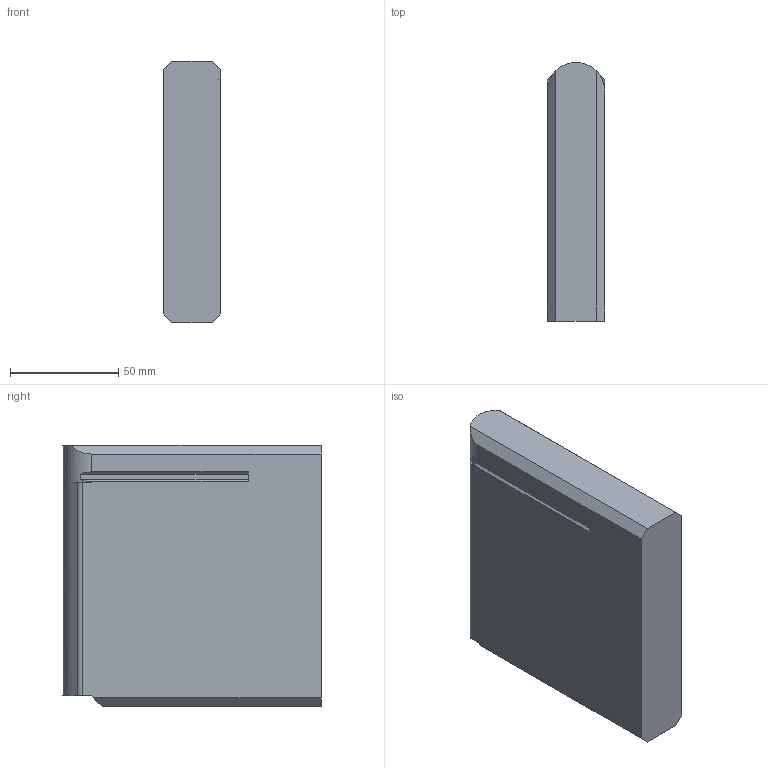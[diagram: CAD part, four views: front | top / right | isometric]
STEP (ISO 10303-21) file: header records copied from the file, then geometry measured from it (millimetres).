
FILE_DESCRIPTION(/* description */ ('Alibre Inc.'),/* implementation_level */ '2;1');
FILE_NAME(/* name */ 'export0',/* time_stamp */ '2018-02-27T14:07:54-05:00',/* author */ (''),/* organization */ (''),/* preprocessor_version */ 'ST-DEVELOPER v10',/* originating_system */ 'Alibre',/* authorisation */ '');
FILE_SCHEMA (('ALIBRE_SCHEMA','CONFIG_CONTROL_DESIGN'));
Length unit declared in the file: centimetre
Products named in the file (1): ID_1
Bounding box: 26.5 x 119.2 x 120.5 mm (x, y, z)
Volume: 366763.9 mm3; surface area: 38927.2 mm2
Topology: 1 solids, 1 shells, 26 faces, 72 edges, 48 vertices
Faces by surface type: plane 23, cylinder 3
Entity records: 3495 total; most frequent: CARTESIAN_POINT 439, DIRECTION 277, CONSTRAINTPAIRUV 276, REFERENCEDEPENDENTUV 240, VECTOR 199, PERSISTANTTOPOLOGYATTRIBUTE 173, REFERENCEPOINTUV 151, ORIENTED_EDGE 144
